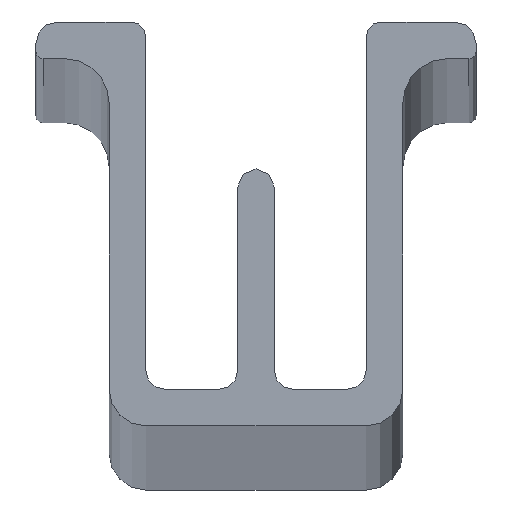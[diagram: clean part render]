
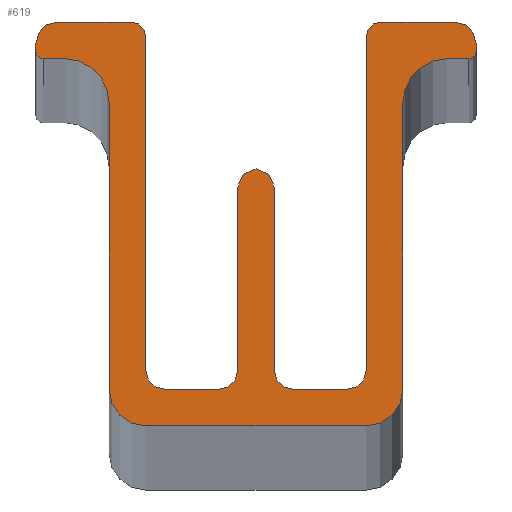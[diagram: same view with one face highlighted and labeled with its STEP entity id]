
A CAD part, top view. The second image highlights one B-rep face of the part: STEP entity #619.
In plain terms, the highlighted planar face has unit normal (0, 0, 1).
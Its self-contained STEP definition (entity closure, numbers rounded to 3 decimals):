
#14=CIRCLE($,#627,1.2);
#16=CIRCLE($,#631,0.2);
#18=CIRCLE($,#635,0.6);
#20=CIRCLE($,#639,0.4);
#22=CIRCLE($,#643,0.5);
#24=CIRCLE($,#647,0.5);
#26=CIRCLE($,#651,0.5);
#28=CIRCLE($,#655,0.5);
#30=CIRCLE($,#659,0.5);
#32=CIRCLE($,#663,0.4);
#34=CIRCLE($,#667,0.6);
#36=CIRCLE($,#671,0.2);
#38=CIRCLE($,#675,1.2);
#40=CIRCLE($,#679,1.);
#42=CIRCLE($,#683,1.);
#88=FACE_OUTER_BOUND($,#120,.T.);
#120=EDGE_LOOP($,(#512,#513,#514,#515,#516,#517,#518,#519,#520,#521,#522,
#523,#524,#525,#526,#527,#528,#529,#530,#531,#532,#533,#534,#535,#536,#537,
#538,#539,#540,#541));
#124=LINE($,#880,#184);
#128=LINE($,#892,#188);
#132=LINE($,#904,#192);
#136=LINE($,#916,#196);
#140=LINE($,#928,#200);
#144=LINE($,#940,#204);
#148=LINE($,#952,#208);
#152=LINE($,#964,#212);
#156=LINE($,#976,#216);
#160=LINE($,#988,#220);
#164=LINE($,#1000,#224);
#168=LINE($,#1012,#228);
#172=LINE($,#1024,#232);
#176=LINE($,#1036,#236);
#180=LINE($,#1048,#240);
#184=VECTOR($,#692,7.8);
#188=VECTOR($,#704,0.6);
#192=VECTOR($,#716,0.2);
#196=VECTOR($,#728,2.);
#200=VECTOR($,#740,9.1);
#204=VECTOR($,#752,1.5);
#208=VECTOR($,#764,5.);
#212=VECTOR($,#776,5.);
#216=VECTOR($,#788,1.5);
#220=VECTOR($,#800,9.1);
#224=VECTOR($,#812,2.);
#228=VECTOR($,#824,0.2);
#232=VECTOR($,#836,0.6);
#236=VECTOR($,#848,7.8);
#240=VECTOR($,#860,6.);
#244=VERTEX_POINT($,#877);
#245=VERTEX_POINT($,#879);
#247=VERTEX_POINT($,#885);
#249=VERTEX_POINT($,#891);
#251=VERTEX_POINT($,#897);
#253=VERTEX_POINT($,#903);
#255=VERTEX_POINT($,#909);
#257=VERTEX_POINT($,#915);
#259=VERTEX_POINT($,#921);
#261=VERTEX_POINT($,#927);
#263=VERTEX_POINT($,#933);
#265=VERTEX_POINT($,#939);
#267=VERTEX_POINT($,#945);
#269=VERTEX_POINT($,#951);
#271=VERTEX_POINT($,#957);
#273=VERTEX_POINT($,#963);
#275=VERTEX_POINT($,#969);
#277=VERTEX_POINT($,#975);
#279=VERTEX_POINT($,#981);
#281=VERTEX_POINT($,#987);
#283=VERTEX_POINT($,#993);
#285=VERTEX_POINT($,#999);
#287=VERTEX_POINT($,#1005);
#289=VERTEX_POINT($,#1011);
#291=VERTEX_POINT($,#1017);
#293=VERTEX_POINT($,#1023);
#295=VERTEX_POINT($,#1029);
#297=VERTEX_POINT($,#1035);
#299=VERTEX_POINT($,#1041);
#301=VERTEX_POINT($,#1047);
#304=EDGE_CURVE($,#245,#244,#124,.T.);
#307=EDGE_CURVE($,#247,#245,#14,.T.);
#310=EDGE_CURVE($,#249,#247,#128,.T.);
#313=EDGE_CURVE($,#251,#249,#16,.T.);
#316=EDGE_CURVE($,#253,#251,#132,.T.);
#319=EDGE_CURVE($,#255,#253,#18,.T.);
#322=EDGE_CURVE($,#257,#255,#136,.T.);
#325=EDGE_CURVE($,#259,#257,#20,.T.);
#328=EDGE_CURVE($,#261,#259,#140,.T.);
#331=EDGE_CURVE($,#263,#261,#22,.T.);
#334=EDGE_CURVE($,#265,#263,#144,.T.);
#337=EDGE_CURVE($,#267,#265,#24,.T.);
#340=EDGE_CURVE($,#269,#267,#148,.T.);
#343=EDGE_CURVE($,#271,#269,#26,.T.);
#346=EDGE_CURVE($,#273,#271,#152,.T.);
#349=EDGE_CURVE($,#275,#273,#28,.T.);
#352=EDGE_CURVE($,#277,#275,#156,.T.);
#355=EDGE_CURVE($,#279,#277,#30,.T.);
#358=EDGE_CURVE($,#281,#279,#160,.T.);
#361=EDGE_CURVE($,#283,#281,#32,.T.);
#364=EDGE_CURVE($,#285,#283,#164,.T.);
#367=EDGE_CURVE($,#287,#285,#34,.T.);
#370=EDGE_CURVE($,#289,#287,#168,.T.);
#373=EDGE_CURVE($,#291,#289,#36,.T.);
#376=EDGE_CURVE($,#293,#291,#172,.T.);
#379=EDGE_CURVE($,#295,#293,#38,.T.);
#382=EDGE_CURVE($,#297,#295,#176,.T.);
#385=EDGE_CURVE($,#299,#297,#40,.T.);
#388=EDGE_CURVE($,#301,#299,#180,.T.);
#391=EDGE_CURVE($,#244,#301,#42,.T.);
#512=ORIENTED_EDGE($,*,*,#391,.T.);
#513=ORIENTED_EDGE($,*,*,#388,.T.);
#514=ORIENTED_EDGE($,*,*,#385,.T.);
#515=ORIENTED_EDGE($,*,*,#382,.T.);
#516=ORIENTED_EDGE($,*,*,#379,.T.);
#517=ORIENTED_EDGE($,*,*,#376,.T.);
#518=ORIENTED_EDGE($,*,*,#373,.T.);
#519=ORIENTED_EDGE($,*,*,#370,.T.);
#520=ORIENTED_EDGE($,*,*,#367,.T.);
#521=ORIENTED_EDGE($,*,*,#364,.T.);
#522=ORIENTED_EDGE($,*,*,#361,.T.);
#523=ORIENTED_EDGE($,*,*,#358,.T.);
#524=ORIENTED_EDGE($,*,*,#355,.T.);
#525=ORIENTED_EDGE($,*,*,#352,.T.);
#526=ORIENTED_EDGE($,*,*,#349,.T.);
#527=ORIENTED_EDGE($,*,*,#346,.T.);
#528=ORIENTED_EDGE($,*,*,#343,.T.);
#529=ORIENTED_EDGE($,*,*,#340,.T.);
#530=ORIENTED_EDGE($,*,*,#337,.T.);
#531=ORIENTED_EDGE($,*,*,#334,.T.);
#532=ORIENTED_EDGE($,*,*,#331,.T.);
#533=ORIENTED_EDGE($,*,*,#328,.T.);
#534=ORIENTED_EDGE($,*,*,#325,.T.);
#535=ORIENTED_EDGE($,*,*,#322,.T.);
#536=ORIENTED_EDGE($,*,*,#319,.T.);
#537=ORIENTED_EDGE($,*,*,#316,.T.);
#538=ORIENTED_EDGE($,*,*,#313,.T.);
#539=ORIENTED_EDGE($,*,*,#310,.T.);
#540=ORIENTED_EDGE($,*,*,#307,.T.);
#541=ORIENTED_EDGE($,*,*,#304,.T.);
#587=PLANE($,#684);
#619=ADVANCED_FACE($,(#88),#587,.T.);
#627=AXIS2_PLACEMENT_3D($,#886,#698,#699);
#631=AXIS2_PLACEMENT_3D($,#898,#710,#711);
#635=AXIS2_PLACEMENT_3D($,#910,#722,#723);
#639=AXIS2_PLACEMENT_3D($,#922,#734,#735);
#643=AXIS2_PLACEMENT_3D($,#934,#746,#747);
#647=AXIS2_PLACEMENT_3D($,#946,#758,#759);
#651=AXIS2_PLACEMENT_3D($,#958,#770,#771);
#655=AXIS2_PLACEMENT_3D($,#970,#782,#783);
#659=AXIS2_PLACEMENT_3D($,#982,#794,#795);
#663=AXIS2_PLACEMENT_3D($,#994,#806,#807);
#667=AXIS2_PLACEMENT_3D($,#1006,#818,#819);
#671=AXIS2_PLACEMENT_3D($,#1018,#830,#831);
#675=AXIS2_PLACEMENT_3D($,#1030,#842,#843);
#679=AXIS2_PLACEMENT_3D($,#1042,#854,#855);
#683=AXIS2_PLACEMENT_3D($,#1052,#866,#867);
#684=AXIS2_PLACEMENT_3D($,#1053,#868,#869);
#692=DIRECTION($,(0.,-1.,0.));
#698=DIRECTION('center_axis',(0.,0.,-1.));
#699=DIRECTION('ref_axis',(-1.,0.,0.));
#704=DIRECTION($,(1.,0.,0.));
#710=DIRECTION('center_axis',(0.,0.,1.));
#711=DIRECTION('ref_axis',(-1.,0.,0.));
#716=DIRECTION($,(0.,-1.,0.));
#722=DIRECTION('center_axis',(0.,0.,1.));
#723=DIRECTION('ref_axis',(0.,1.,0.));
#728=DIRECTION($,(-1.,0.,0.));
#734=DIRECTION('center_axis',(0.,0.,1.));
#735=DIRECTION('ref_axis',(1.,0.,0.));
#740=DIRECTION($,(0.,1.,0.));
#746=DIRECTION('center_axis',(0.,0.,-1.));
#747=DIRECTION('ref_axis',(1.,0.,0.));
#752=DIRECTION($,(-1.,0.,0.));
#758=DIRECTION('center_axis',(0.,0.,-1.));
#759=DIRECTION('ref_axis',(0.,1.,0.));
#764=DIRECTION($,(0.,-1.,0.));
#770=DIRECTION('center_axis',(0.,0.,1.));
#771=DIRECTION('ref_axis',(1.,0.,0.));
#776=DIRECTION($,(0.,1.,0.));
#782=DIRECTION('center_axis',(0.,0.,-1.));
#783=DIRECTION('ref_axis',(1.,0.,0.));
#788=DIRECTION($,(-1.,0.,0.));
#794=DIRECTION('center_axis',(0.,0.,-1.));
#795=DIRECTION('ref_axis',(0.,1.,0.));
#800=DIRECTION($,(0.,-1.,0.));
#806=DIRECTION('center_axis',(0.,0.,1.));
#807=DIRECTION('ref_axis',(0.,1.,0.));
#812=DIRECTION($,(-1.,0.,0.));
#818=DIRECTION('center_axis',(0.,0.,1.));
#819=DIRECTION('ref_axis',(1.,0.,0.));
#824=DIRECTION($,(0.,1.,0.));
#830=DIRECTION('center_axis',(0.,0.,1.));
#831=DIRECTION('ref_axis',(0.,-1.,0.));
#836=DIRECTION($,(1.,0.,0.));
#842=DIRECTION('center_axis',(0.,0.,-1.));
#843=DIRECTION('ref_axis',(0.,-1.,0.));
#848=DIRECTION($,(0.,1.,0.));
#854=DIRECTION('center_axis',(0.,0.,1.));
#855=DIRECTION('ref_axis',(0.,-1.,0.));
#860=DIRECTION($,(1.,0.,0.));
#866=DIRECTION('center_axis',(0.,0.,1.));
#867=DIRECTION('ref_axis',(-1.,0.,0.));
#868=DIRECTION('center_axis',(0.,0.,1.));
#869=DIRECTION('ref_axis',(1.,0.,0.));
#877=CARTESIAN_POINT('',(-1.,1.,1000.));
#879=CARTESIAN_POINT('',(-1.,8.8,1000.));
#880=CARTESIAN_POINT($,(-1.,8.8,1000.));
#885=CARTESIAN_POINT('',(-2.2,10.,1000.));
#886=CARTESIAN_POINT('Origin',(-2.2,8.8,1000.));
#891=CARTESIAN_POINT('',(-2.8,10.,1000.));
#892=CARTESIAN_POINT($,(-2.8,10.,1000.));
#897=CARTESIAN_POINT('',(-3.,10.2,1000.));
#898=CARTESIAN_POINT('Origin',(-2.8,10.2,1000.));
#903=CARTESIAN_POINT('',(-3.,10.4,1000.));
#904=CARTESIAN_POINT($,(-3.,10.4,1000.));
#909=CARTESIAN_POINT('',(-2.4,11.,1000.));
#910=CARTESIAN_POINT('Origin',(-2.4,10.4,1000.));
#915=CARTESIAN_POINT('',(-0.4,11.,1000.));
#916=CARTESIAN_POINT($,(-0.4,11.,1000.));
#921=CARTESIAN_POINT('',(0.,10.6,1000.));
#922=CARTESIAN_POINT('Origin',(-0.4,10.6,1000.));
#927=CARTESIAN_POINT('',(0.,1.5,1000.));
#928=CARTESIAN_POINT($,(0.,1.5,1000.));
#933=CARTESIAN_POINT('',(0.5,1.,1000.));
#934=CARTESIAN_POINT('Origin',(0.5,1.5,1000.));
#939=CARTESIAN_POINT('',(2.,1.,1000.));
#940=CARTESIAN_POINT($,(2.,1.,1000.));
#945=CARTESIAN_POINT('',(2.5,1.5,1000.));
#946=CARTESIAN_POINT('Origin',(2.,1.5,1000.));
#951=CARTESIAN_POINT('',(2.5,6.5,1000.));
#952=CARTESIAN_POINT($,(2.5,6.5,1000.));
#957=CARTESIAN_POINT('',(3.5,6.5,1000.));
#958=CARTESIAN_POINT('Origin',(3.,6.5,1000.));
#963=CARTESIAN_POINT('',(3.5,1.5,1000.));
#964=CARTESIAN_POINT($,(3.5,1.5,1000.));
#969=CARTESIAN_POINT('',(4.,1.,1000.));
#970=CARTESIAN_POINT('Origin',(4.,1.5,1000.));
#975=CARTESIAN_POINT('',(5.5,1.,1000.));
#976=CARTESIAN_POINT($,(5.5,1.,1000.));
#981=CARTESIAN_POINT('',(6.,1.5,1000.));
#982=CARTESIAN_POINT('Origin',(5.5,1.5,1000.));
#987=CARTESIAN_POINT('',(6.,10.6,1000.));
#988=CARTESIAN_POINT($,(6.,10.6,1000.));
#993=CARTESIAN_POINT('',(6.4,11.,1000.));
#994=CARTESIAN_POINT('Origin',(6.4,10.6,1000.));
#999=CARTESIAN_POINT('',(8.4,11.,1000.));
#1000=CARTESIAN_POINT($,(8.4,11.,1000.));
#1005=CARTESIAN_POINT('',(9.,10.4,1000.));
#1006=CARTESIAN_POINT('Origin',(8.4,10.4,1000.));
#1011=CARTESIAN_POINT('',(9.,10.2,1000.));
#1012=CARTESIAN_POINT($,(9.,10.2,1000.));
#1017=CARTESIAN_POINT('',(8.8,10.,1000.));
#1018=CARTESIAN_POINT('Origin',(8.8,10.2,1000.));
#1023=CARTESIAN_POINT('',(8.2,10.,1000.));
#1024=CARTESIAN_POINT($,(8.2,10.,1000.));
#1029=CARTESIAN_POINT('',(7.,8.8,1000.));
#1030=CARTESIAN_POINT('Origin',(8.2,8.8,1000.));
#1035=CARTESIAN_POINT('',(7.,1.,1000.));
#1036=CARTESIAN_POINT($,(7.,1.,1000.));
#1041=CARTESIAN_POINT('',(6.,0.,1000.));
#1042=CARTESIAN_POINT('Origin',(6.,1.,1000.));
#1047=CARTESIAN_POINT('',(0.,0.,1000.));
#1048=CARTESIAN_POINT($,(0.,0.,1000.));
#1052=CARTESIAN_POINT('Origin',(0.,1.,1000.));
#1053=CARTESIAN_POINT('Origin',(3.,5.127,1000.));
